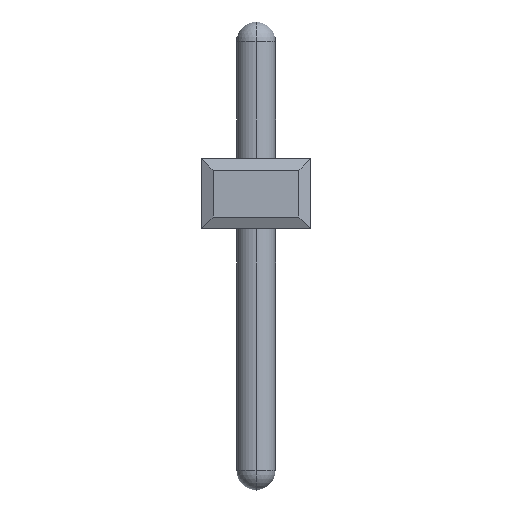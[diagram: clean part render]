
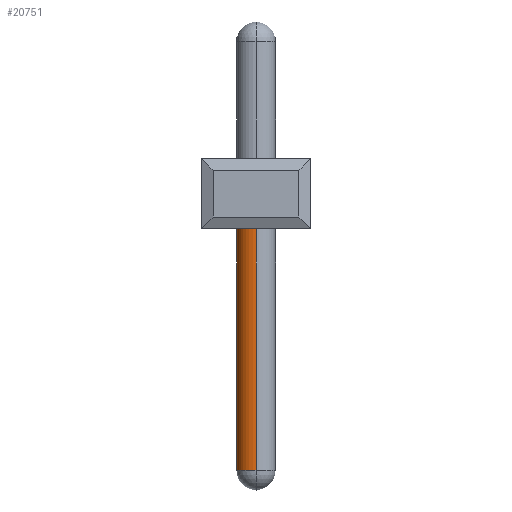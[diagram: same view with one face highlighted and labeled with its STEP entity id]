
A CAD part, front view. The second image highlights one B-rep face of the part: STEP entity #20751.
In plain terms, the highlighted cylindrical face has radius 0.5 mm (diameter 1 mm), a partial arc.
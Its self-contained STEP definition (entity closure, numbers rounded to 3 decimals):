
#7207=CARTESIAN_POINT('',(1.4,-82.25,0.2));
#7208=DIRECTION('',(0.,0.,1.));
#7209=DIRECTION('',(0.,1.,0.));
#7210=AXIS2_PLACEMENT_3D('',#7207,#7208,#7209);
#7221=CARTESIAN_POINT('',(1.4,-82.25,-6.2));
#7222=DIRECTION('',(0.,0.,1.));
#7223=DIRECTION('',(0.,1.,0.));
#7224=AXIS2_PLACEMENT_3D('',#7221,#7222,#7223);
#7226=DIRECTION('',(0.,0.,1.));
#7227=VECTOR('',#7226,6.4);
#7228=CARTESIAN_POINT('',(1.4,-81.75,-6.2));
#7229=LINE('',#7228,#7227);
#7235=DIRECTION('',(0.,0.,1.));
#7236=VECTOR('',#7235,6.4);
#7237=CARTESIAN_POINT('',(1.4,-82.75,-6.2));
#7238=LINE('',#7237,#7236);
#9230=CARTESIAN_POINT('',(1.4,-81.75,-6.2));
#9232=VERTEX_POINT('',#9230);
#9237=CARTESIAN_POINT('',(1.4,-82.75,-6.2));
#9238=VERTEX_POINT('',#9237);
#9241=CARTESIAN_POINT('',(1.4,-81.75,0.2));
#9242=CARTESIAN_POINT('',(1.4,-82.75,0.2));
#9243=VERTEX_POINT('',#9241);
#9244=VERTEX_POINT('',#9242);
#20737=CARTESIAN_POINT('',(1.4,-82.25,-7.3));
#20738=DIRECTION('',(0.,0.,1.));
#20739=DIRECTION('',(0.,1.,0.));
#20740=AXIS2_PLACEMENT_3D('',#20737,#20738,#20739);
#20741=CYLINDRICAL_SURFACE('',#20740,0.5);
#20742=ORIENTED_EDGE('',*,*,#20718,.T.);
#20744=ORIENTED_EDGE('',*,*,#20743,.F.);
#20746=ORIENTED_EDGE('',*,*,#20745,.F.);
#20748=ORIENTED_EDGE('',*,*,#20747,.T.);
#20749=EDGE_LOOP('',(#20742,#20744,#20746,#20748));
#20750=FACE_OUTER_BOUND('',#20749,.F.);
#20751=ADVANCED_FACE('',(#20750),#20741,.T.);
#7211=CIRCLE('',#7210,0.5);
#7225=CIRCLE('',#7224,0.5);
#20718=EDGE_CURVE('',#9243,#9244,#7211,.T.);
#20743=EDGE_CURVE('',#9238,#9244,#7238,.T.);
#20745=EDGE_CURVE('',#9232,#9238,#7225,.T.);
#20747=EDGE_CURVE('',#9232,#9243,#7229,.T.);
